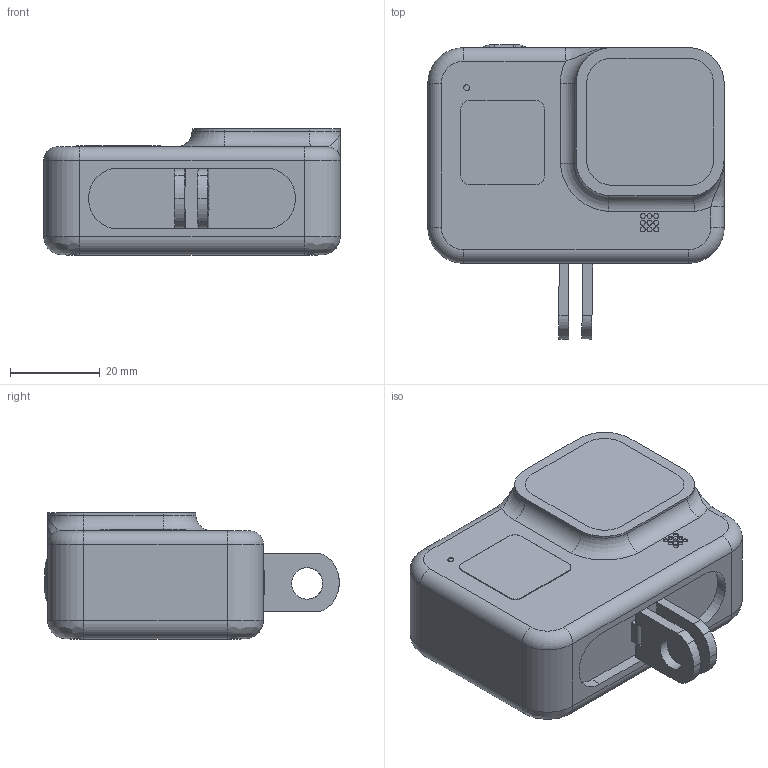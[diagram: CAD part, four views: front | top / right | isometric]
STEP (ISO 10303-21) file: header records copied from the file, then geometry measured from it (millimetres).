
FILE_DESCRIPTION(/* description */ (''),/* implementation_level */ '2;1');
FILE_NAME(/* name */ 'Gopro v2.step',/* time_stamp */ '2022-01-05T00:34:25+05:00',/* author */ (''),/* organization */ (''),/* preprocessor_version */ 'ST-DEVELOPER v18.1',/* originating_system */ 'Autodesk Translation Framework v10.10.0.1391',/* authorisation */ '');
FILE_SCHEMA (('AUTOMOTIVE_DESIGN { 1 0 10303 214 3 1 1 }'));
Length unit declared in the file: millimetre
Products named in the file (9): Gopro; Main; Plus holder; screen; Clip 2; Clip 1; Lens guard glass; Red light REAR; Rear screen 
Assembly tree (8 placements, depth 2):
  Gopro
    Main
    Plus holder
    screen
    Clip 2
    Clip 1
    Lens guard glass
    Red light REAR
    Rear screen 
Bounding box: 66 x 65.56 x 28.1 mm (x, y, z)
Volume: 77615.9 mm3; surface area: 19502 mm2
Topology: 8 solids, 8 shells, 233 faces, 559 edges, 362 vertices
Faces by surface type: plane 108, cylinder 104, torus 11, bspline 10
Full cylindrical faces by diameter (mm): 0.665 x1, 0.8 x4, 1.124 x9, 1.303 x1, 5.032 x1, 5.385 x1, 7 x2, 9.158 x1, 12.025 x1
Entity records: 7314 total; most frequent: CARTESIAN_POINT 1414, DIRECTION 1258, ORIENTED_EDGE 1116, EDGE_CURVE 558, AXIS2_PLACEMENT_3D 470, VERTEX_POINT 362, LINE 318, VECTOR 318
